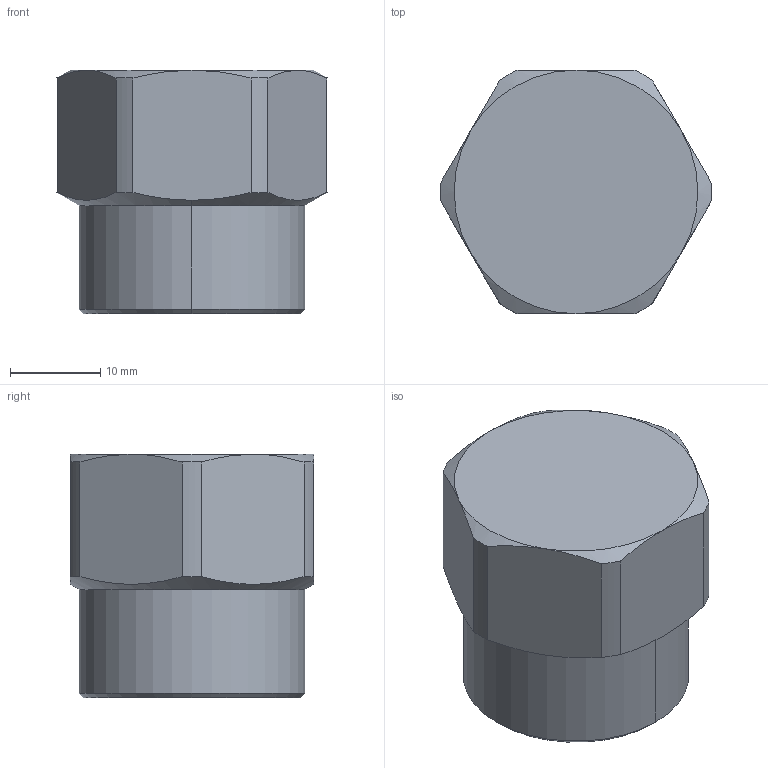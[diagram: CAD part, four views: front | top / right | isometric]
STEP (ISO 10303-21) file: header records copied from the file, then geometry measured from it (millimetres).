
FILE_DESCRIPTION(('CATIA V5 STEP Exchange','CAx-IF Rec.Pracs.--- Model Styling and Organization---1.4--- 2014-01-23','CAx-IF Rec.Pracs.---3D Tessellated Data Validation Properties---0.5---2014-09-14'),'2;1');
FILE_NAME('STEP_383240_-_TST.stp','2021-06-22T14:20:25+00:00',('none'),('none'),'CATIA Version 5-6 Release 2019 SP3','CATIA V5 STEP AP242 v1','none');
FILE_SCHEMA(('AP242_MANAGED_MODEL_BASED_3D_ENGINEERING_MIM_LF {1 0 10303 442 1 1 4}'));
Length unit declared in the file: millimetre
Products named in the file (1): 383240 - TST
Bounding box: 29.99 x 27 x 27 mm (x, y, z)
Volume: 15166.9 mm3; surface area: 3783.8 mm2
Topology: 1 solids, 2 shells, 32 faces, 74 edges, 46 vertices
Faces by surface type: cylinder 12, plane 10, cone 10
Entity records: 925 total; most frequent: CARTESIAN_POINT 273, ORIENTED_EDGE 148, DIRECTION 90, EDGE_CURVE 74, AXIS2_PLACEMENT_3D 51, VERTEX_POINT 46, EDGE_LOOP 34, CIRCLE 32
